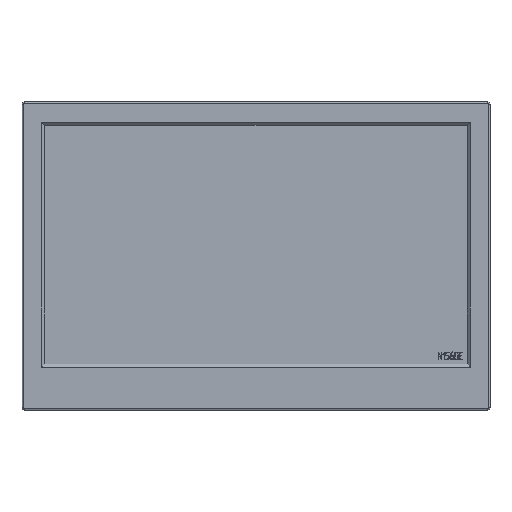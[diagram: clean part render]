
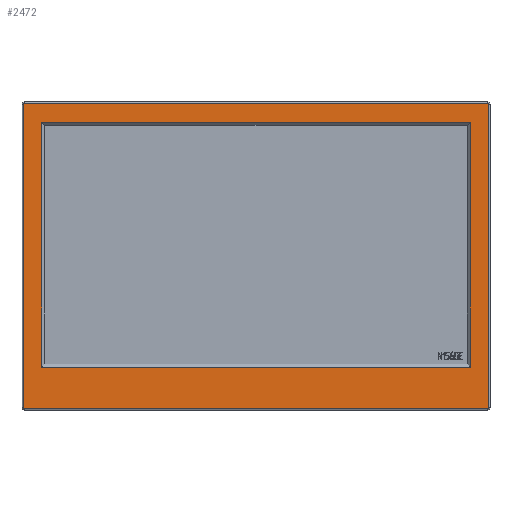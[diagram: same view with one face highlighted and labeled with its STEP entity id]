
A CAD part, front view. The second image highlights one B-rep face of the part: STEP entity #2472.
In plain terms, the highlighted planar face has unit normal (0, -1, 0).
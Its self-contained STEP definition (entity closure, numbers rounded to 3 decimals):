
#73=LINE('',#3427,#176);
#74=LINE('',#3431,#177);
#75=LINE('',#3435,#178);
#76=LINE('',#3439,#179);
#77=LINE('',#3440,#180);
#78=LINE('',#3443,#181);
#79=LINE('',#3445,#182);
#80=LINE('',#3447,#183);
#176=VECTOR('',#2784,1000.);
#177=VECTOR('',#2787,1000.);
#178=VECTOR('',#2790,1000.);
#179=VECTOR('',#2793,1000.);
#180=VECTOR('',#2794,1000.);
#181=VECTOR('',#2795,1000.);
#182=VECTOR('',#2796,1000.);
#183=VECTOR('',#2797,1000.);
#366=PLANE('',#2598);
#501=ORIENTED_EDGE('',*,*,#1007,.T.);
#502=ORIENTED_EDGE('',*,*,#1008,.T.);
#503=ORIENTED_EDGE('',*,*,#1009,.T.);
#504=ORIENTED_EDGE('',*,*,#1010,.T.);
#505=ORIENTED_EDGE('',*,*,#1011,.T.);
#506=ORIENTED_EDGE('',*,*,#1012,.T.);
#507=ORIENTED_EDGE('',*,*,#1013,.T.);
#508=ORIENTED_EDGE('',*,*,#1014,.T.);
#509=ORIENTED_EDGE('',*,*,#1015,.T.);
#510=ORIENTED_EDGE('',*,*,#1016,.T.);
#511=ORIENTED_EDGE('',*,*,#1017,.T.);
#512=ORIENTED_EDGE('',*,*,#1018,.T.);
#1007=EDGE_CURVE('',#1260,#1261,#1360,.F.);
#1008=EDGE_CURVE('',#1261,#1262,#73,.F.);
#1009=EDGE_CURVE('',#1262,#1263,#1361,.F.);
#1010=EDGE_CURVE('',#1263,#1264,#74,.F.);
#1011=EDGE_CURVE('',#1264,#1265,#1362,.F.);
#1012=EDGE_CURVE('',#1265,#1266,#75,.F.);
#1013=EDGE_CURVE('',#1266,#1267,#1363,.F.);
#1014=EDGE_CURVE('',#1267,#1260,#76,.F.);
#1015=EDGE_CURVE('',#1268,#1269,#77,.T.);
#1016=EDGE_CURVE('',#1269,#1270,#78,.T.);
#1017=EDGE_CURVE('',#1270,#1271,#79,.T.);
#1018=EDGE_CURVE('',#1271,#1268,#80,.T.);
#1260=VERTEX_POINT('',#3425);
#1261=VERTEX_POINT('',#3426);
#1262=VERTEX_POINT('',#3428);
#1263=VERTEX_POINT('',#3430);
#1264=VERTEX_POINT('',#3432);
#1265=VERTEX_POINT('',#3434);
#1266=VERTEX_POINT('',#3436);
#1267=VERTEX_POINT('',#3438);
#1268=VERTEX_POINT('',#3441);
#1269=VERTEX_POINT('',#3442);
#1270=VERTEX_POINT('',#3444);
#1271=VERTEX_POINT('',#3446);
#1360=CIRCLE('',#2599,1.);
#1361=CIRCLE('',#2600,1.);
#1362=CIRCLE('',#2601,1.);
#1363=CIRCLE('',#2602,1.);
#1411=EDGE_LOOP('',(#501,#502,#503,#504,#505,#506,#507,#508));
#1412=EDGE_LOOP('',(#509,#510,#511,#512));
#1544=FACE_BOUND('',#1411,.T.);
#1545=FACE_BOUND('',#1412,.T.);
#2472=ADVANCED_FACE('',(#1544,#1545),#366,.F.);
#2598=AXIS2_PLACEMENT_3D('',#3423,#2780,#2781);
#2599=AXIS2_PLACEMENT_3D('',#3424,#2782,#2783);
#2600=AXIS2_PLACEMENT_3D('',#3429,#2785,#2786);
#2601=AXIS2_PLACEMENT_3D('',#3433,#2788,#2789);
#2602=AXIS2_PLACEMENT_3D('',#3437,#2791,#2792);
#2780=DIRECTION('',(0.,1.,0.));
#2781=DIRECTION('',(0.,0.,1.));
#2782=DIRECTION('',(0.,1.,0.));
#2783=DIRECTION('',(0.,0.,1.));
#2784=DIRECTION('',(-1.,0.,0.));
#2785=DIRECTION('',(0.,1.,0.));
#2786=DIRECTION('',(0.,0.,1.));
#2787=DIRECTION('',(0.,0.,-1.));
#2788=DIRECTION('',(0.,1.,0.));
#2789=DIRECTION('',(0.,0.,1.));
#2790=DIRECTION('',(1.,0.,0.));
#2791=DIRECTION('',(0.,1.,0.));
#2792=DIRECTION('',(0.,0.,1.));
#2793=DIRECTION('',(0.,0.,1.));
#2794=DIRECTION('',(0.,0.,-1.));
#2795=DIRECTION('',(-1.,0.,0.));
#2796=DIRECTION('',(0.,0.,1.));
#2797=DIRECTION('',(1.,0.,0.));
#3423=CARTESIAN_POINT('',(0.,-31.7,0.));
#3424=CARTESIAN_POINT('',(-189.9,-31.7,-133.6));
#3425=CARTESIAN_POINT('',(-190.9,-31.7,-133.6));
#3426=CARTESIAN_POINT('',(-189.9,-31.7,-134.6));
#3427=CARTESIAN_POINT('',(189.9,-31.7,-134.6));
#3428=CARTESIAN_POINT('',(189.9,-31.7,-134.6));
#3429=CARTESIAN_POINT('',(189.9,-31.7,-133.6));
#3430=CARTESIAN_POINT('',(190.9,-31.7,-133.6));
#3431=CARTESIAN_POINT('',(190.9,-31.7,115.2));
#3432=CARTESIAN_POINT('',(190.9,-31.7,115.2));
#3433=CARTESIAN_POINT('',(189.9,-31.7,115.2));
#3434=CARTESIAN_POINT('',(189.9,-31.7,116.2));
#3435=CARTESIAN_POINT('',(-189.9,-31.7,116.2));
#3436=CARTESIAN_POINT('',(-189.9,-31.7,116.2));
#3437=CARTESIAN_POINT('',(-189.9,-31.7,115.2));
#3438=CARTESIAN_POINT('',(-190.9,-31.7,115.2));
#3439=CARTESIAN_POINT('',(-190.9,-31.7,-133.6));
#3440=CARTESIAN_POINT('',(175.75,-31.7,0.));
#3441=CARTESIAN_POINT('',(175.75,-31.7,100.4));
#3442=CARTESIAN_POINT('',(175.75,-31.7,-100.4));
#3443=CARTESIAN_POINT('',(0.,-31.7,-100.4));
#3444=CARTESIAN_POINT('',(-175.75,-31.7,-100.4));
#3445=CARTESIAN_POINT('',(-175.75,-31.7,0.));
#3446=CARTESIAN_POINT('',(-175.75,-31.7,100.4));
#3447=CARTESIAN_POINT('',(0.,-31.7,100.4));
